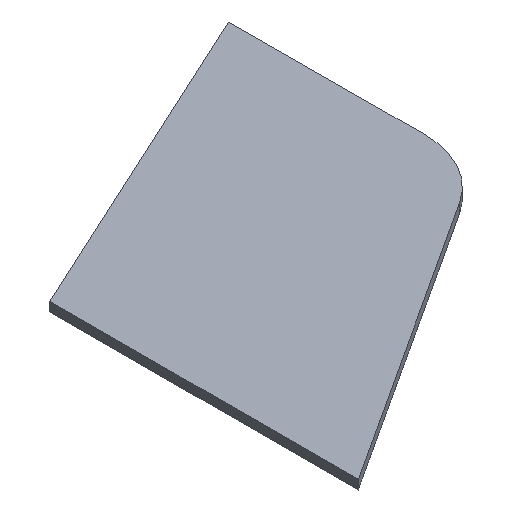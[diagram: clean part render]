
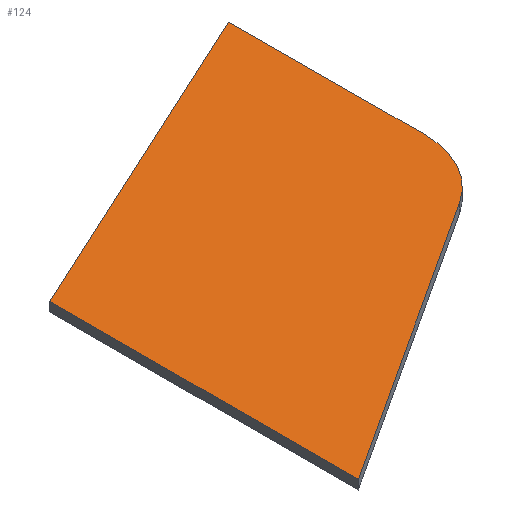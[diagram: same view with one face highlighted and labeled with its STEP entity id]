
A CAD part, isometric view. The second image highlights one B-rep face of the part: STEP entity #124.
In plain terms, the highlighted planar face has unit normal (0, 0, 1).
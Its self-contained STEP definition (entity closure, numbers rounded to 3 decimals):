
#16=CIRCLE('',#145,15.);
#23=FACE_OUTER_BOUND('',#30,.T.);
#30=EDGE_LOOP('',(#103,#104,#105,#106,#107));
#34=LINE('',#190,#47);
#37=LINE('',#196,#50);
#40=LINE('',#202,#53);
#44=LINE('',#212,#57);
#47=VECTOR('',#155,10.);
#50=VECTOR('',#160,10.);
#53=VECTOR('',#165,10.);
#57=VECTOR('',#177,10.);
#60=VERTEX_POINT('',#187);
#61=VERTEX_POINT('',#189);
#63=VERTEX_POINT('',#195);
#65=VERTEX_POINT('',#201);
#67=VERTEX_POINT('',#207);
#70=EDGE_CURVE('',#61,#60,#34,.T.);
#73=EDGE_CURVE('',#63,#61,#37,.T.);
#76=EDGE_CURVE('',#65,#63,#40,.T.);
#79=EDGE_CURVE('',#67,#65,#16,.T.);
#82=EDGE_CURVE('',#60,#67,#44,.T.);
#103=ORIENTED_EDGE('',*,*,#82,.T.);
#104=ORIENTED_EDGE('',*,*,#79,.T.);
#105=ORIENTED_EDGE('',*,*,#76,.T.);
#106=ORIENTED_EDGE('',*,*,#73,.T.);
#107=ORIENTED_EDGE('',*,*,#70,.T.);
#117=PLANE('',#147);
#124=ADVANCED_FACE('',(#23),#117,.T.);
#145=AXIS2_PLACEMENT_3D('',#208,#171,#172);
#147=AXIS2_PLACEMENT_3D('',#213,#178,#179);
#155=DIRECTION('',(0.,-1.,0.));
#160=DIRECTION('',(-0.908,-0.418,0.));
#165=DIRECTION('',(-0.004,1.,0.));
#171=DIRECTION('center_axis',(0.,0.,1.));
#172=DIRECTION('ref_axis',(0.546,-0.838,0.));
#177=DIRECTION('',(0.838,0.546,0.));
#178=DIRECTION('center_axis',(0.,0.,1.));
#179=DIRECTION('ref_axis',(1.,0.,0.));
#187=CARTESIAN_POINT('',(22.,89.7,1.5));
#189=CARTESIAN_POINT('',(22.,140.255,1.5));
#190=CARTESIAN_POINT('',(22.,1.422,1.5));
#195=CARTESIAN_POINT('',(76.243,165.239,1.5));
#196=CARTESIAN_POINT('',(76.243,165.239,1.5));
#201=CARTESIAN_POINT('',(76.373,133.296,1.5));
#202=CARTESIAN_POINT('',(76.373,133.296,1.5));
#207=CARTESIAN_POINT('',(69.557,120.665,1.5));
#208=CARTESIAN_POINT('Origin',(61.373,133.235,1.5));
#212=CARTESIAN_POINT('',(22.,89.7,1.5));
#213=CARTESIAN_POINT('Origin',(49.186,127.47,1.5));
